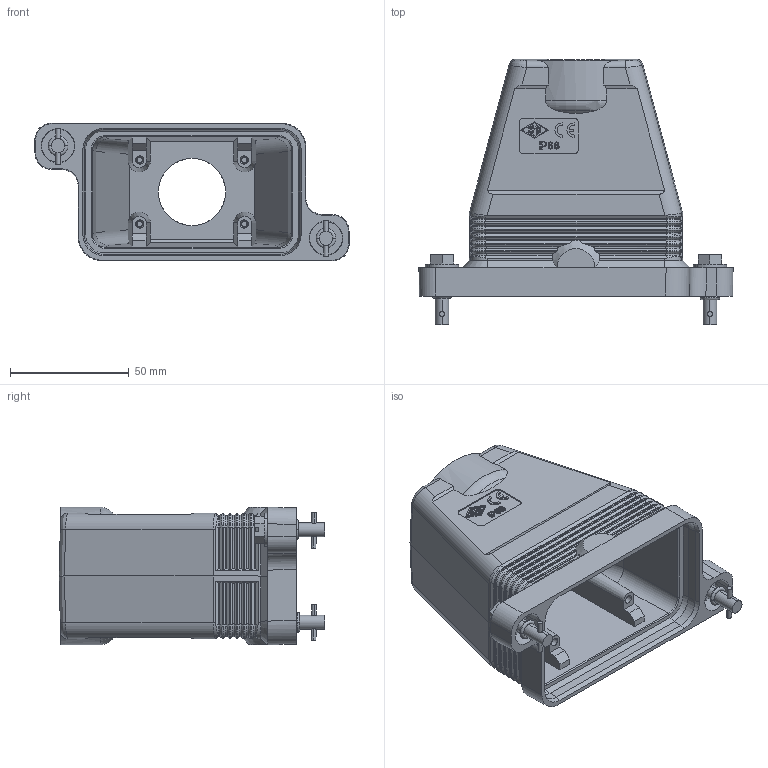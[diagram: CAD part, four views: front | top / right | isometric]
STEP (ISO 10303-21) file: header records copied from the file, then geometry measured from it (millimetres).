
FILE_DESCRIPTION(('Creo Elements/Direct Modeling STEP Export'),'2;1');
FILE_NAME('0ln7uvk4a3kkplm5048','2017-04-07T 9:19:13',(''),(''),'PTC Creo Elements/Direct Modeling STEP processor for AP214 (Solid Model)','PTC Creo Elements/Direct Modeling 19.0E 27-Jun-2016 (C) Parametric Technology GmbH','');
FILE_SCHEMA(('AUTOMOTIVE_DESIGN { 1 0 10303 214 1 1 1 1 }'));
Products named in the file (1): CGV_06.21_B
Bounding box: 132.5 x 112.1 x 58 mm (x, y, z)
Volume: 134285.8 mm3; surface area: 65279.8 mm2
Topology: 1 solids, 1 shells, 829 faces, 2124 edges, 1332 vertices
Faces by surface type: plane 490, cylinder 229, bspline 56, cone 44, torus 10
Entity records: 50557 total; most frequent: CARTESIAN_POINT 24539, ORIENTED_EDGE 4248, DIRECTION 3730, EDGE_CURVE 2124, VECTOR 1484, LINE 1484, VERTEX_POINT 1332, AXIS2_PLACEMENT_3D 1123
